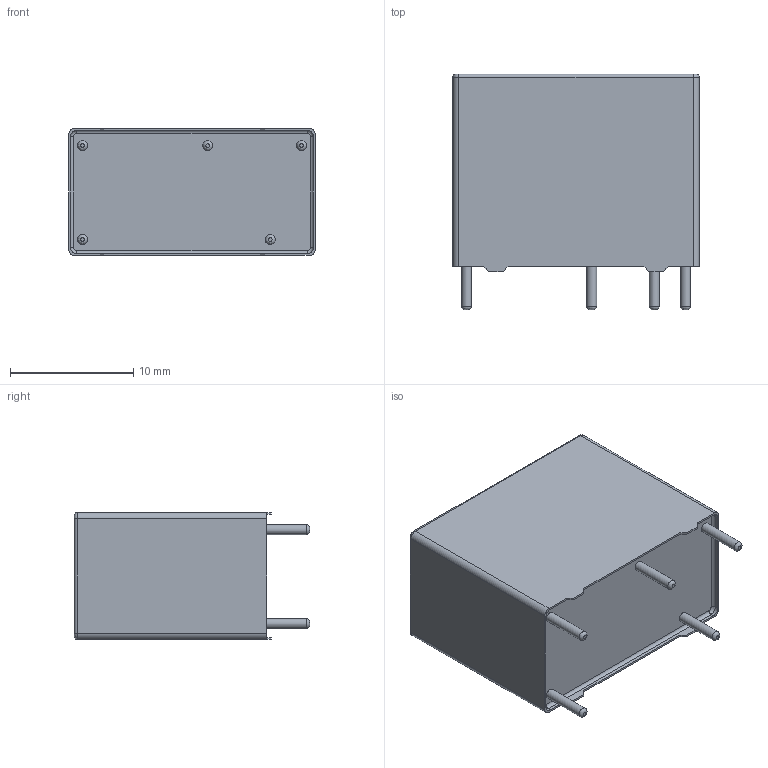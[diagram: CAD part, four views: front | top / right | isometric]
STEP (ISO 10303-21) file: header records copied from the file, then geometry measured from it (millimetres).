
FILE_DESCRIPTION(/* description */ (''),/* implementation_level */ '2;1');
FILE_NAME(/* name */ '892H-1AH-C v2.step',/* time_stamp */ '2019-07-20T16:03:31+05:00',/* author */ (''),/* organization */ (''),/* preprocessor_version */ 'ST-DEVELOPER v18',/* originating_system */ 'Autodesk Translation Framework v8.2.0.1029',/* authorisation */ '');
FILE_SCHEMA (('AUTOMOTIVE_DESIGN { 1 0 10303 214 3 1 1 }'));
Length unit declared in the file: millimetre
Products named in the file (1): 892H-1AH-C
Bounding box: 20 x 19.1 x 10.3 mm (x, y, z)
Volume: 3120.2 mm3; surface area: 1420.2 mm2
Topology: 6 solids, 6 shells, 89 faces, 207 edges, 132 vertices
Faces by surface type: plane 41, cylinder 29, bspline 13, torus 4, sphere 2
Full cylindrical faces by diameter (mm): 0.8 x5, 1 x1
Entity records: 2738 total; most frequent: CARTESIAN_POINT 623, DIRECTION 458, ORIENTED_EDGE 414, EDGE_CURVE 207, AXIS2_PLACEMENT_3D 174, VERTEX_POINT 132, LINE 110, VECTOR 110
